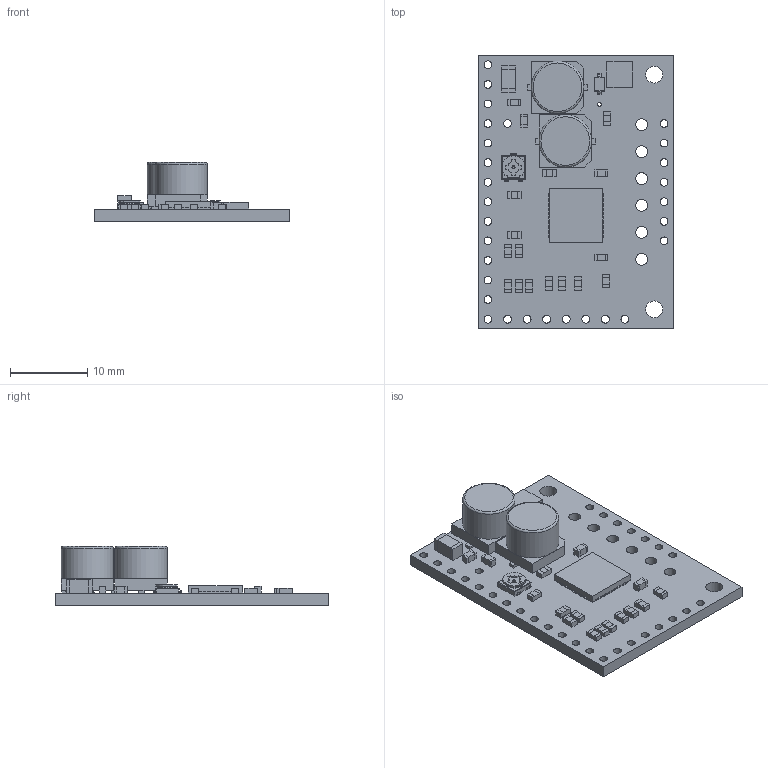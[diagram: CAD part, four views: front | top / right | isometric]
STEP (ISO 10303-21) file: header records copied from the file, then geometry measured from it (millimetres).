
FILE_DESCRIPTION (( 'STEP AP214' ), '1' );
FILE_NAME ('tb67S2x9ftg-stepper-motor-driver-carrier .step', '2018-05-30T22:04:50', ( '' ), ( '' ), 'SwSTEP 2.0', 'SolidWorks 2016', '' );
FILE_SCHEMA (( 'AUTOMOTIVE_DESIGN' ));
Length unit declared in the file: millimetre
Products named in the file (1): tb67S2x9ftg-stepper-motor-driver-carrier 
Bounding box: 25.4 x 35.56 x 7.67 mm (x, y, z)
Volume: 1898 mm3; surface area: 2831.7 mm2
Topology: 1 solids, 1 shells, 1068 faces, 3089 edges, 2030 vertices
Faces by surface type: plane 791, bspline 145, cylinder 123, torus 5, sphere 4
Full cylindrical faces by diameter (mm): 0.25 x1, 0.508 x1, 1.016 x29, 1.524 x6, 2.184 x2, 2.5 x1, 6.8 x2
Entity records: 51444 total; most frequent: CARTESIAN_POINT 12262, ORIENTED_EDGE 6074, DIRECTION 4822, EDGE_CURVE 3037, LINE 2460, VECTOR 2460, VERTEX_POINT 2029, EDGE_LOOP 1310
